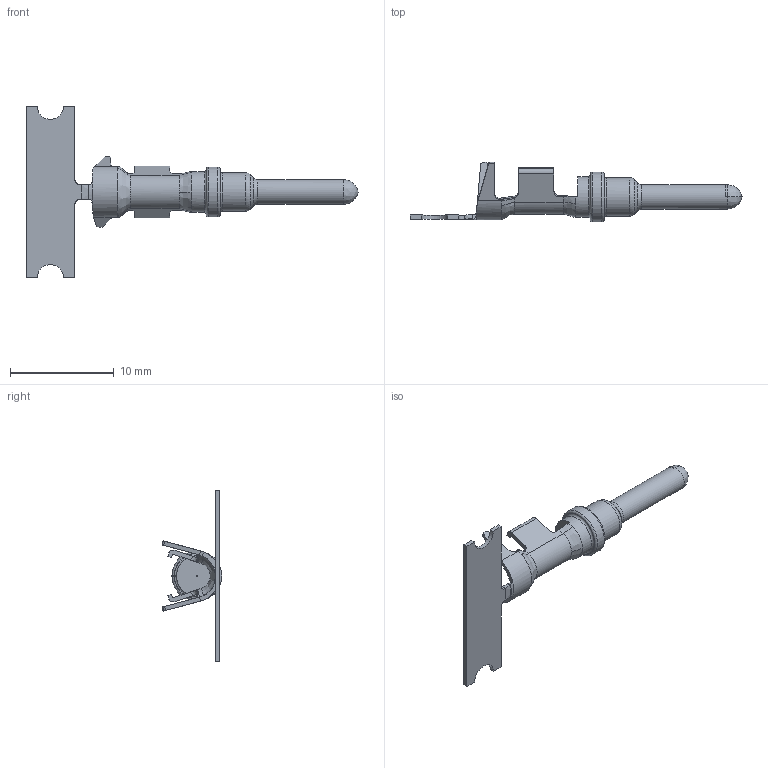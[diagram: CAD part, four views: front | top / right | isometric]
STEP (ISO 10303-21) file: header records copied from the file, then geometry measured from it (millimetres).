
FILE_DESCRIPTION((''),'2;1');
FILE_NAME('C_AT60-12-0166_3D','2015-11-06T',('Orion.Li'),(''),'PRO/ENGINEER BY PARAMETRIC TECHNOLOGY CORPORATION, 2013230','PRO/ENGINEER BY PARAMETRIC TECHNOLOGY CORPORATION, 2013230','');
FILE_SCHEMA(('CONFIG_CONTROL_DESIGN'));
Length unit declared in the file: millimetre
Products named in the file (1): C_AT60-12-0166_3D
Bounding box: 31.94 x 5.75 x 16.51 mm (x, y, z)
Volume: 175.7 mm3; surface area: 521.6 mm2
Topology: 1 solids, 1 shells, 186 faces, 512 edges, 334 vertices
Faces by surface type: plane 83, bspline 38, cylinder 32, extrusion 18, torus 12, cone 2, sphere 1
Entity records: 8088 total; most frequent: CARTESIAN_POINT 3556, ORIENTED_EDGE 1022, DIRECTION 795, EDGE_CURVE 511, VERTEX_POINT 334, VECTOR 277, LINE 259, AXIS2_PLACEMENT_3D 259
